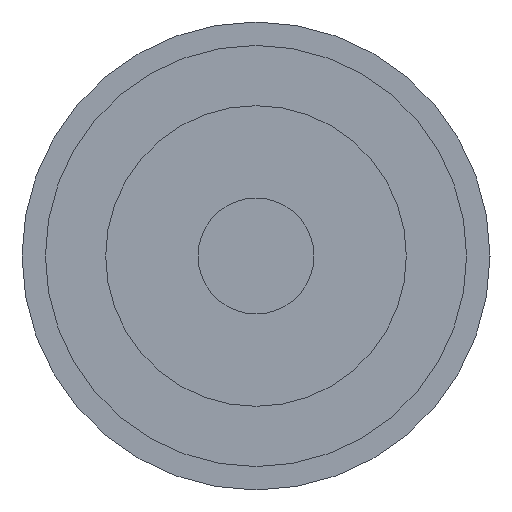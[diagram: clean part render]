
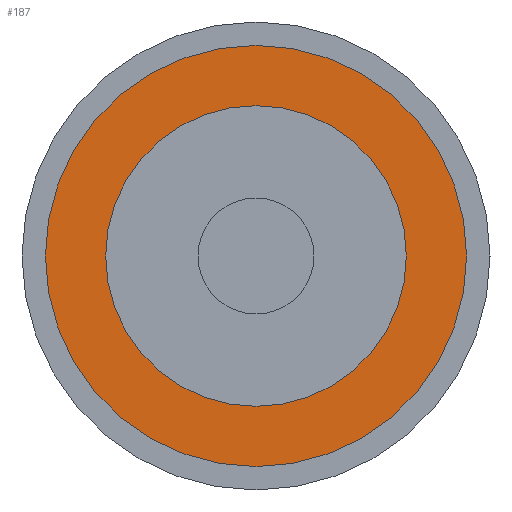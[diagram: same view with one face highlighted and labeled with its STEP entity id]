
A CAD part, left-side view. The second image highlights one B-rep face of the part: STEP entity #187.
In plain terms, the highlighted planar face has unit normal (-1, 0, 0).
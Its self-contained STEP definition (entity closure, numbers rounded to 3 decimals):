
#19=FACE_BOUND('',#72,.T.);
#52=FACE_OUTER_BOUND('',#71,.T.);
#71=EDGE_LOOP('',(#156));
#72=EDGE_LOOP('',(#157));
#87=CIRCLE('',#225,18.);
#88=CIRCLE('',#227,12.85);
#101=VERTEX_POINT('',#335);
#102=VERTEX_POINT('',#339);
#119=EDGE_CURVE('',#101,#101,#87,.T.);
#121=EDGE_CURVE('',#102,#102,#88,.T.);
#156=ORIENTED_EDGE('',*,*,#119,.T.);
#157=ORIENTED_EDGE('',*,*,#121,.F.);
#174=PLANE('',#226);
#187=ADVANCED_FACE('',(#52,#19),#174,.T.);
#225=AXIS2_PLACEMENT_3D('',#336,#279,#280);
#226=AXIS2_PLACEMENT_3D('',#338,#282,#283);
#227=AXIS2_PLACEMENT_3D('',#340,#284,#285);
#279=DIRECTION('center_axis',(-1.,0.,0.));
#280=DIRECTION('ref_axis',(0.,0.,1.));
#282=DIRECTION('center_axis',(-1.,0.,0.));
#283=DIRECTION('ref_axis',(0.,0.,1.));
#284=DIRECTION('center_axis',(-1.,0.,0.));
#285=DIRECTION('ref_axis',(0.,0.,1.));
#335=CARTESIAN_POINT('',(-252.5,18.,0.));
#336=CARTESIAN_POINT('Origin',(-252.5,0.,0.));
#338=CARTESIAN_POINT('Origin',(-252.5,-12.85,0.));
#339=CARTESIAN_POINT('',(-252.5,12.85,0.));
#340=CARTESIAN_POINT('Origin',(-252.5,0.,0.));
